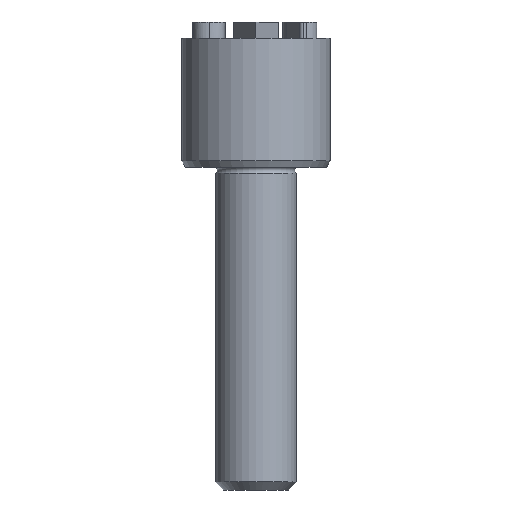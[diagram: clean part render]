
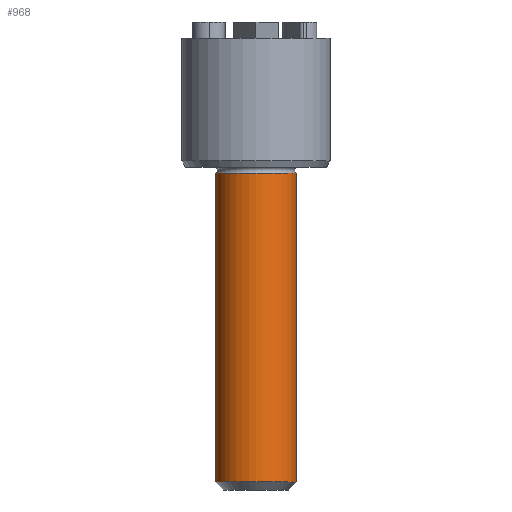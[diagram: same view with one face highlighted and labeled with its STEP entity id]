
A CAD part, front view. The second image highlights one B-rep face of the part: STEP entity #968.
In plain terms, the highlighted cylindrical face has radius 1.25 mm (diameter 2.5 mm), a full revolution.
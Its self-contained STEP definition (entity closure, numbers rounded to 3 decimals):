
#16=CYLINDRICAL_SURFACE('',#1028,1.25);
#108=CIRCLE('',#1027,1.25);
#109=CIRCLE('',#1029,1.25);
#110=CIRCLE('',#1030,1.25);
#164=FACE_OUTER_BOUND('',#223,.T.);
#223=EDGE_LOOP('',(#872,#873,#874,#875,#876));
#304=LINE('',#1819,#381);
#381=VECTOR('',#1184,1.25);
#470=VERTEX_POINT('',#1811);
#471=VERTEX_POINT('',#1815);
#472=VERTEX_POINT('',#1816);
#605=EDGE_CURVE('',#470,#470,#108,.T.);
#607=EDGE_CURVE('',#471,#472,#109,.T.);
#608=EDGE_CURVE('',#472,#471,#110,.T.);
#609=EDGE_CURVE('',#472,#470,#304,.T.);
#872=ORIENTED_EDGE('',*,*,#607,.F.);
#873=ORIENTED_EDGE('',*,*,#608,.F.);
#874=ORIENTED_EDGE('',*,*,#609,.T.);
#875=ORIENTED_EDGE('',*,*,#605,.T.);
#876=ORIENTED_EDGE('',*,*,#609,.F.);
#968=ADVANCED_FACE('',(#164),#16,.T.);
#1027=AXIS2_PLACEMENT_3D('',#1812,#1175,#1176);
#1028=AXIS2_PLACEMENT_3D('',#1814,#1178,#1179);
#1029=AXIS2_PLACEMENT_3D('',#1817,#1180,#1181);
#1030=AXIS2_PLACEMENT_3D('',#1818,#1182,#1183);
#1175=DIRECTION('center_axis',(0.,0.,1.));
#1176=DIRECTION('ref_axis',(0.,-1.,0.));
#1178=DIRECTION('center_axis',(0.,0.,1.));
#1179=DIRECTION('ref_axis',(0.,-1.,0.));
#1180=DIRECTION('center_axis',(0.,0.,1.));
#1181=DIRECTION('ref_axis',(0.,-1.,0.));
#1182=DIRECTION('center_axis',(0.,0.,1.));
#1183=DIRECTION('ref_axis',(0.,-1.,0.));
#1184=DIRECTION('',(0.,0.,-1.));
#1811=CARTESIAN_POINT('',(0.,1.25,-9.75));
#1812=CARTESIAN_POINT('Origin',(0.,0.,-9.75));
#1814=CARTESIAN_POINT('Origin',(0.,0.,-4.968));
#1815=CARTESIAN_POINT('',(-1.25,0.,-0.187));
#1816=CARTESIAN_POINT('',(0.,1.25,-0.187));
#1817=CARTESIAN_POINT('Origin',(0.,0.,-0.187));
#1818=CARTESIAN_POINT('Origin',(0.,0.,-0.187));
#1819=CARTESIAN_POINT('',(0.,1.25,-4.968));
